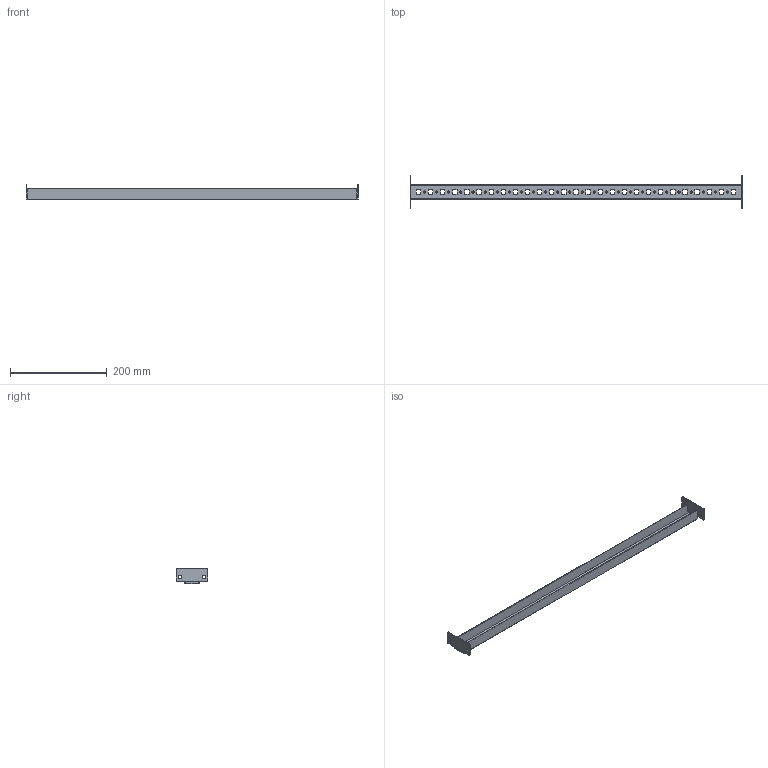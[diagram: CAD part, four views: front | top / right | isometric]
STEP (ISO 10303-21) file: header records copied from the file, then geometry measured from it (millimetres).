
FILE_DESCRIPTION (( 'STEP AP203' ), '1' );
FILE_NAME ('AC00C440.step', '2011-01-20T13:30:26', ( 'User' ), ( 'DKC' ), 'SwSTEP 2.0', 'SolidWorks 2010', '' );
FILE_SCHEMA (( 'CONFIG_CONTROL_DESIGN' ));
Length unit declared in the file: millimetre
Products named in the file (1): AC00C440
Bounding box: 685 x 66 x 32.4 mm (x, y, z)
Volume: 60106.4 mm3; surface area: 103956.9 mm2
Topology: 1 solids, 1 shells, 230 faces, 652 edges, 424 vertices
Faces by surface type: plane 154, cylinder 76
Entity records: 7717 total; most frequent: CARTESIAN_POINT 1307, ORIENTED_EDGE 1304, DIRECTION 1266, EDGE_CURVE 652, VECTOR 500, LINE 500, VERTEX_POINT 424, AXIS2_PLACEMENT_3D 383
